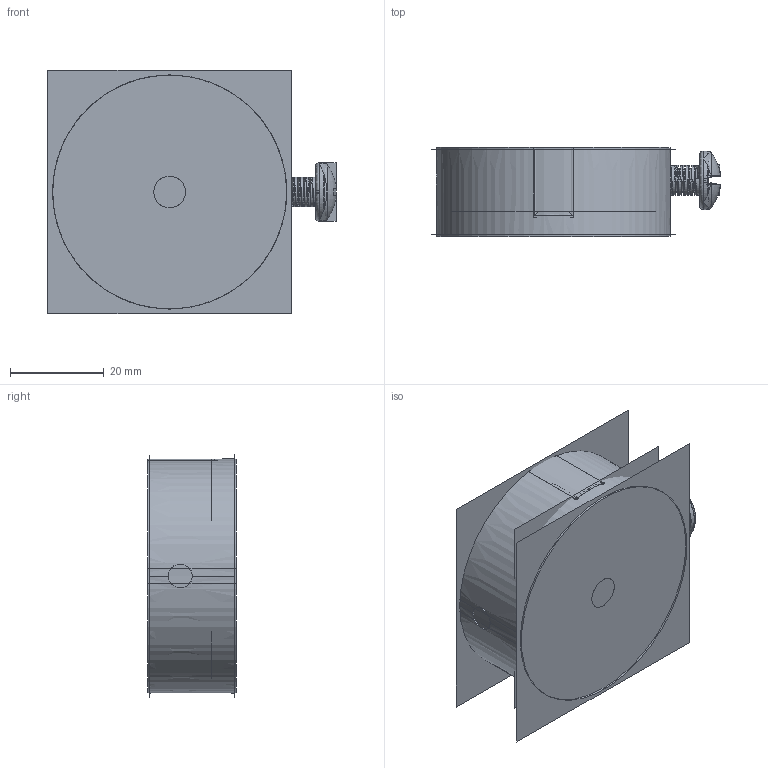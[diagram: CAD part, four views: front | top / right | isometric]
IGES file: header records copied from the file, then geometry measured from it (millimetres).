
Start section:  PTC IGES file: 227789_sm01.igs
Global section: file name: 227789_sm01.igs; native system: Creo Parametric by PTC Inc.; preprocessor: 2019292; author: PDMAdmin; organization: Unknown; date: 20220211.132459; units: millimetre
Bounding box: 61.55 x 18.98 x 52.01 mm (x, y, z)
Volume: 17431.8 mm3; surface area: 41345.6 mm2
Topology: 1 solids, 1 shells, 164 faces, 898 edges, 1147 vertices
Faces by surface type: revolution 90, bspline 74
